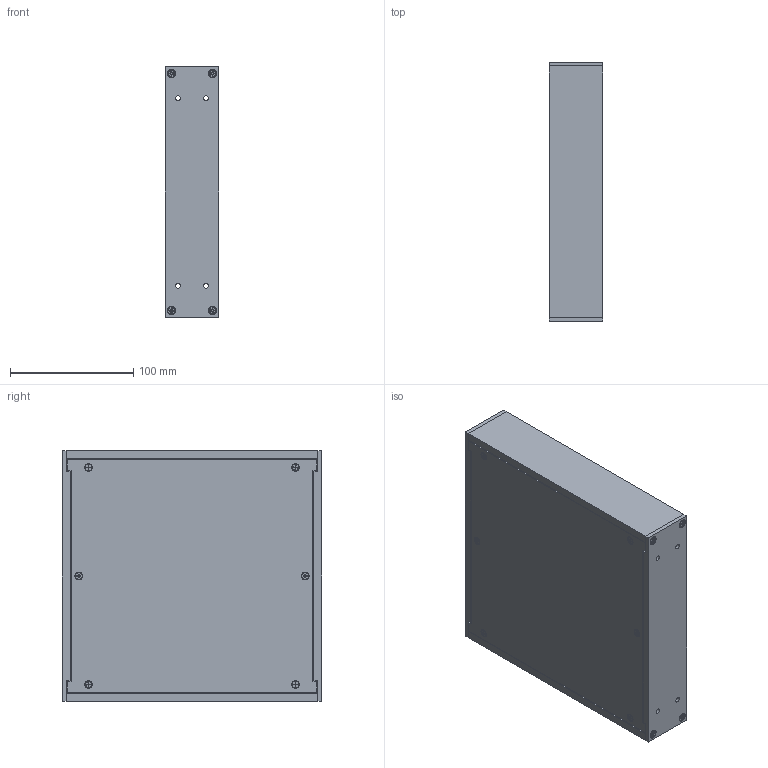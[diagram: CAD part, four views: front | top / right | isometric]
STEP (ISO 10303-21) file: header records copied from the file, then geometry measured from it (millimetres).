
FILE_DESCRIPTION (( 'STEP AP214' ), '1' );
FILE_NAME ('RM1U0808SBK.STEP', '2021-09-10T10:01:29', ( '' ), ( '' ), 'SwSTEP 2.0', 'SolidWorks 2021', '' );
FILE_SCHEMA (( 'AUTOMOTIVE_DESIGN' ));
Length unit declared in the file: inch
Products named in the file (1): RM1U0808SBK
Bounding box: 43.69 x 210.82 x 203.2 mm (x, y, z)
Volume: 314116.2 mm3; surface area: 287955 mm2
Topology: 38 solids, 38 shells, 976 faces, 2624 edges, 1732 vertices
Faces by surface type: plane 468, cone 272, cylinder 156, bspline 80
Full cylindrical faces by diameter (mm): 2.5 x12, 2.845 x12, 3.5 x8, 3.505 x8, 3.962 x8, 4 x12, 4.3 x24, 5.429 x12, 6.045 x8
Entity records: 45359 total; most frequent: CARTESIAN_POINT 10077, ORIENTED_EDGE 4728, DIRECTION 4014, EDGE_CURVE 2364, VERTEX_POINT 1648, AXIS2_PLACEMENT_3D 1521, EDGE_LOOP 1288, FACE_OUTER_BOUND 1080
